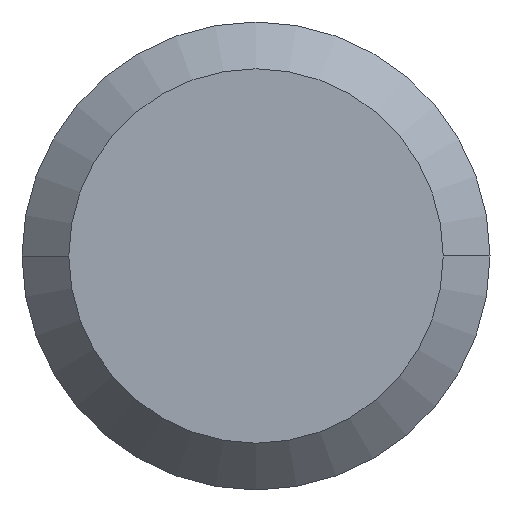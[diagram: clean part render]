
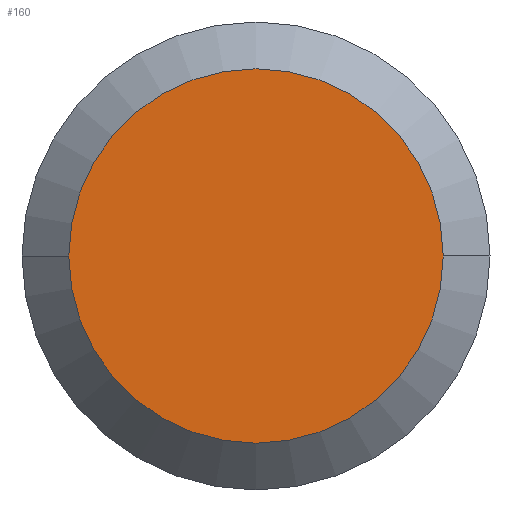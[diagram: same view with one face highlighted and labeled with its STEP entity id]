
A CAD part, left-side view. The second image highlights one B-rep face of the part: STEP entity #160.
In plain terms, the highlighted planar face has unit normal (-1, 0, 0).
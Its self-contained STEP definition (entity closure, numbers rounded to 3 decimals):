
#21 = CARTESIAN_POINT ( 'NONE',  ( -64., -3.2, 0. ) ) ;
#31 = AXIS2_PLACEMENT_3D ( 'NONE', #234, #263, #302 ) ;
#34 = DIRECTION ( 'NONE',  ( 0., 1., 0. ) ) ;
#45 = ORIENTED_EDGE ( 'NONE', *, *, #120, .F. ) ;
#86 = AXIS2_PLACEMENT_3D ( 'NONE', #338, #248, #307 ) ;
#93 = DIRECTION ( 'NONE',  ( 1., 0., 0. ) ) ;
#105 = VERTEX_POINT ( 'NONE', #21 ) ;
#117 = FACE_OUTER_BOUND ( 'NONE', #321, .T. ) ;
#118 = CIRCLE ( 'NONE', #86, 3.2 ) ;
#120 = EDGE_CURVE ( 'NONE', #105, #162, #118, .T. ) ;
#148 = AXIS2_PLACEMENT_3D ( 'NONE', #306, #93, #34 ) ;
#160 = ADVANCED_FACE ( 'NONE', ( #117 ), #273, .T. ) ;
#162 = VERTEX_POINT ( 'NONE', #224 ) ;
#224 = CARTESIAN_POINT ( 'NONE',  ( -64., 3.2, 0. ) ) ;
#234 = CARTESIAN_POINT ( 'NONE',  ( -64., 0., 0. ) ) ;
#248 = DIRECTION ( 'NONE',  ( 1., 0., 0. ) ) ;
#263 = DIRECTION ( 'NONE',  ( -1., 0., 0. ) ) ;
#264 = EDGE_CURVE ( 'NONE', #162, #105, #286, .T. ) ;
#273 = PLANE ( 'NONE',  #31 ) ;
#286 = CIRCLE ( 'NONE', #148, 3.2 ) ;
#302 = DIRECTION ( 'NONE',  ( 0., -1., 0. ) ) ;
#306 = CARTESIAN_POINT ( 'NONE',  ( -64., 0., 0. ) ) ;
#307 = DIRECTION ( 'NONE',  ( 0., 1., 0. ) ) ;
#321 = EDGE_LOOP ( 'NONE', ( #336, #45 ) ) ;
#336 = ORIENTED_EDGE ( 'NONE', *, *, #264, .F. ) ;
#338 = CARTESIAN_POINT ( 'NONE',  ( -64., 0., 0. ) ) ;
